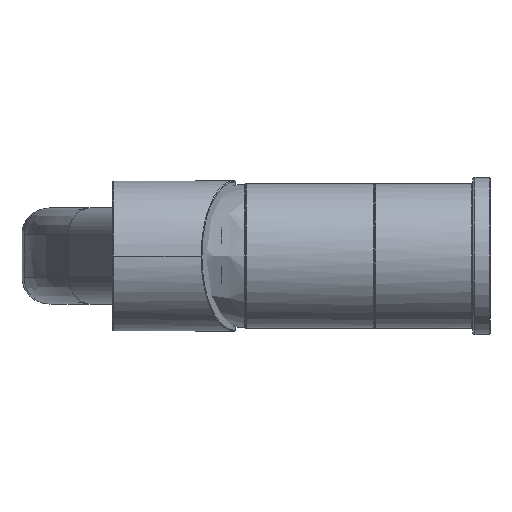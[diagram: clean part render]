
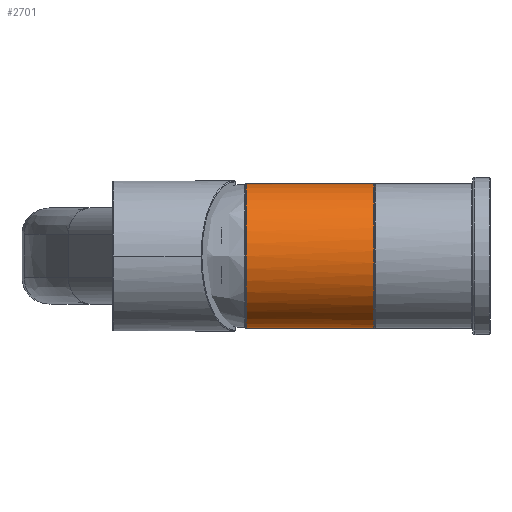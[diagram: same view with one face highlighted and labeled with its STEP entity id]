
A CAD part, left-side view. The second image highlights one B-rep face of the part: STEP entity #2701.
In plain terms, the highlighted cylindrical face has radius 20.75 mm (diameter 41.5 mm), a partial arc.
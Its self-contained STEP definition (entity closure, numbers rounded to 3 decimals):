
#2519=CARTESIAN_POINT('Vertex',(0.,28.3,20.75)) ;
#2535=CARTESIAN_POINT('Vertex',(0.,28.3,-20.75)) ;
#2622=CARTESIAN_POINT('Vertex',(0.,64.8,-20.75)) ;
#2625=CARTESIAN_POINT('Axis2P3D Location',(0.,64.8,0.)) ;
#2629=CARTESIAN_POINT('Vertex',(0.,64.8,20.75)) ;
#2663=CARTESIAN_POINT('Axis2P3D Location',(0.,65.,0.)) ;
#2668=CARTESIAN_POINT('Line Origine',(0.,65.,20.75)) ;
#2673=CARTESIAN_POINT('Line Origine',(0.,65.,-20.75)) ;
#2679=CARTESIAN_POINT('Control Point',(0.,28.3,-20.75)) ;
#2680=CARTESIAN_POINT('Control Point',(-3.259,28.3,-20.75)) ;
#2681=CARTESIAN_POINT('Control Point',(-6.519,28.3,-20.11)) ;
#2682=CARTESIAN_POINT('Control Point',(-9.61,28.3,-18.829)) ;
#2683=CARTESIAN_POINT('Control Point',(-15.125,28.3,-15.125)) ;
#2684=CARTESIAN_POINT('Control Point',(-18.829,28.3,-9.61)) ;
#2685=CARTESIAN_POINT('Control Point',(-20.11,28.3,-6.519)) ;
#2686=CARTESIAN_POINT('Control Point',(-21.39,28.3,0.)) ;
#2687=CARTESIAN_POINT('Control Point',(-20.11,28.3,6.519)) ;
#2688=CARTESIAN_POINT('Control Point',(-18.829,28.3,9.61)) ;
#2689=CARTESIAN_POINT('Control Point',(-15.125,28.3,15.125)) ;
#2690=CARTESIAN_POINT('Control Point',(-9.61,28.3,18.829)) ;
#2691=CARTESIAN_POINT('Control Point',(-6.519,28.3,20.11)) ;
#2692=CARTESIAN_POINT('Control Point',(-3.259,28.3,20.75)) ;
#2693=CARTESIAN_POINT('Control Point',(0.,28.3,20.75)) ;
#2670=VECTOR('Line Direction',#2669,1.) ;
#2675=VECTOR('Line Direction',#2674,1.) ;
#2626=DIRECTION('Axis2P3D Direction',(0.,1.,0.)) ;
#2664=DIRECTION('Axis2P3D Direction',(0.,-1.,0.)) ;
#2665=DIRECTION('Axis2P3D XDirection',(0.,0.,-1.)) ;
#2669=DIRECTION('Vector Direction',(0.,-1.,0.)) ;
#2674=DIRECTION('Vector Direction',(0.,-1.,0.)) ;
#2627=AXIS2_PLACEMENT_3D('Circle Axis2P3D',#2625,#2626,$) ;
#2666=AXIS2_PLACEMENT_3D('Cylinder Axis2P3D',#2663,#2664,#2665) ;
#2671=LINE('Line',#2668,#2670) ;
#2676=LINE('Line',#2673,#2675) ;
#2628=CIRCLE('generated circle',#2627,20.75) ;
#2667=CYLINDRICAL_SURFACE('generated cylinder',#2666,20.75) ;
#2631=EDGE_CURVE('',#2630,#2623,#2628,.F.) ;
#2672=EDGE_CURVE('',#2630,#2520,#2671,.T.) ;
#2677=EDGE_CURVE('',#2536,#2623,#2676,.F.) ;
#2694=EDGE_CURVE('',#2520,#2536,#2678,.F.) ;
#2696=ORIENTED_EDGE('',*,*,#2672,.F.) ;
#2697=ORIENTED_EDGE('',*,*,#2631,.T.) ;
#2698=ORIENTED_EDGE('',*,*,#2677,.F.) ;
#2699=ORIENTED_EDGE('',*,*,#2694,.F.) ;
#2695=EDGE_LOOP('',(#2696,#2697,#2698,#2699)) ;
#2520=VERTEX_POINT('',#2519) ;
#2536=VERTEX_POINT('',#2535) ;
#2623=VERTEX_POINT('',#2622) ;
#2630=VERTEX_POINT('',#2629) ;
#2701=ADVANCED_FACE('MANIFOLD_SOLID_BREP #2035',(#2700),#2667,.T.) ;
#2678=B_SPLINE_CURVE_WITH_KNOTS('',5,(#2679,#2680,#2681,#2682,#2683,#2684,#2685,#2686,#2687,#2688,#2689,#2690,#2691,#2692,#2693),.UNSPECIFIED.,.F.,.U.,(6,3,3,3,6),(-32.594,-16.297,0.,16.297,32.594),.UNSPECIFIED.) ;
#2700=FACE_OUTER_BOUND('',#2695,.T.) ;
